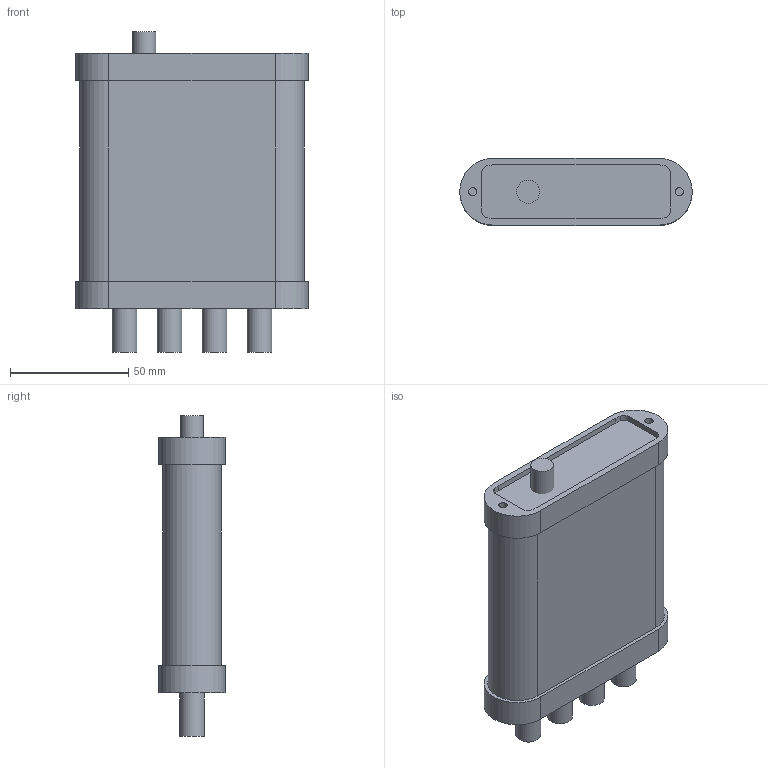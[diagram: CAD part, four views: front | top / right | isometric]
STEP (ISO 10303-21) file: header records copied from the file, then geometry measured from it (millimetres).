
FILE_DESCRIPTION(/* description */ (''),/* implementation_level */ '2;1');
FILE_NAME(/* name */ 'js220.step',/* time_stamp */ '2024-03-05T10:36:45-05:00',/* author */ (''),/* organization */ (''),/* preprocessor_version */ 'ST-DEVELOPER v19.2',/* originating_system */ 'Autodesk Translation Framework v12.6.0.85',/* authorisation */ '');
FILE_SCHEMA (('AUTOMOTIVE_DESIGN { 1 0 10303 214 3 1 1 }'));
Length unit declared in the file: millimetre
Products named in the file (1): JS220 enclosure
Bounding box: 98.5 x 28.2 x 135.9 mm (x, y, z)
Volume: 62846.5 mm3; surface area: 73785.5 mm2
Topology: 10 solids, 10 shells, 199 faces, 531 edges, 354 vertices
Faces by surface type: cylinder 111, plane 88
Full cylindrical faces by diameter (mm): 3.5 x4, 9.7 x1, 10.5 x4
Entity records: 6385 total; most frequent: DIRECTION 1153, CARTESIAN_POINT 1085, ORIENTED_EDGE 1062, EDGE_CURVE 531, AXIS2_PLACEMENT_3D 422, VERTEX_POINT 354, LINE 309, VECTOR 309
